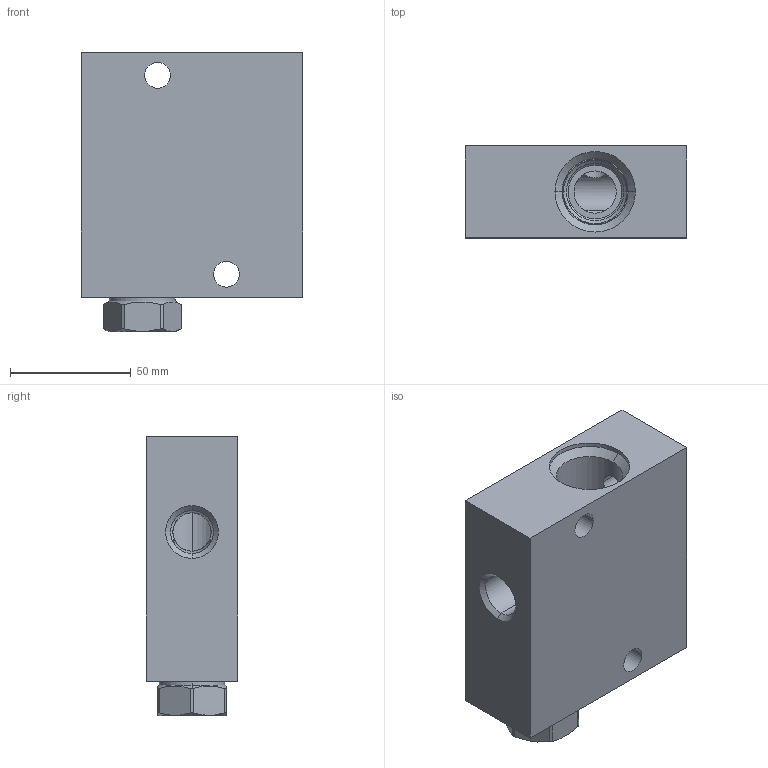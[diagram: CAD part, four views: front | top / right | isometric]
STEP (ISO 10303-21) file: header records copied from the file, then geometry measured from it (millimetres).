
FILE_DESCRIPTION((''),'2;1');
FILE_NAME('B2C_ASM','2023-09-12T',('ProEService'),(''),'PRO/ENGINEER BY PARAMETRIC TECHNOLOGY CORPORATION, 2014200','PRO/ENGINEER BY PARAMETRIC TECHNOLOGY CORPORATION, 2014200','');
FILE_SCHEMA(('CONFIG_CONTROL_DESIGN'));
Length unit declared in the file: inch
Products named in the file (3): 151-021-012; CXEDXCN; B2C_ASM
Assembly tree (2 placements, depth 2):
  B2C_ASM
    151-021-012
    CXEDXCN
Bounding box: 92.08 x 38.1 x 115.87 mm (x, y, z)
Volume: 296285.6 mm3; surface area: 57489.8 mm2
Topology: 4 solids, 5 shells, 260 faces, 820 edges, 658 vertices
Faces by surface type: cylinder 111, cone 56, plane 55, torus 26, revolution 8, sphere 4
Entity records: 10643 total; most frequent: CARTESIAN_POINT 3387, DIRECTION 1550, ORIENTED_EDGE 1230, EDGE_CURVE 615, AXIS2_PLACEMENT_3D 560, VECTOR 422, LINE 422, VERTEX_POINT 374
